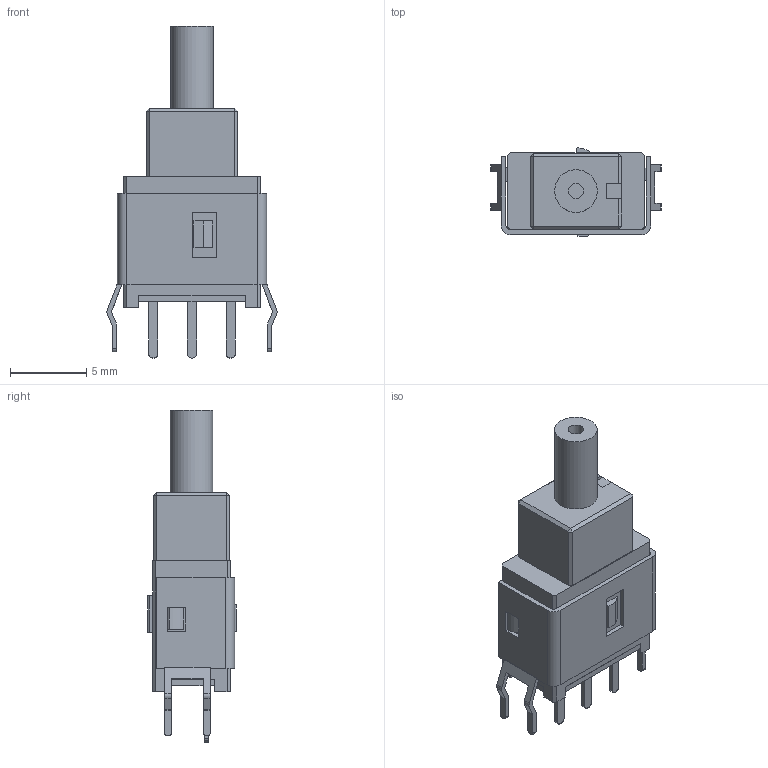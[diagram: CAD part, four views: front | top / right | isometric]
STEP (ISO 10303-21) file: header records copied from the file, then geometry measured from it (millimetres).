
FILE_DESCRIPTION(/* description */ ('Unknown'),/* implementation_level */ '2;1');
FILE_NAME(/* name */ '465031172506',/* time_stamp */ '2022-06-14T15:09:07+02:00',/* author */ ('Unknown'),/* organization */ ('Unknown'),/* preprocessor_version */ 'ST-DEVELOPER v16.7',/* originating_system */ 'Solid Edge',/* authorisation */ 'Unknown');
FILE_SCHEMA (('AUTOMOTIVE_DESIGN {1 0 10303 214 3 1 1}'));
Length unit declared in the file: millimetre
Products named in the file (5): 465031172506; Base; Frame; contact; Epoxy_SEal
Assembly tree (6 placements, depth 2):
  465031172506
    Base
    Frame
    contact  x3
    Epoxy_SEal
Bounding box: 11.17 x 5.8 x 21.8 mm (x, y, z)
Volume: 579.7 mm3; surface area: 853.1 mm2
Topology: 6 solids, 6 shells, 236 faces, 633 edges, 416 vertices
Faces by surface type: plane 184, cylinder 52
Full cylindrical faces by diameter (mm): 1 x1, 2.8 x1
Entity records: 7259 total; most frequent: CARTESIAN_POINT 1166, ORIENTED_EDGE 1142, DIRECTION 1101, EDGE_CURVE 571, LINE 479, VECTOR 479, VERTEX_POINT 376, AXIS2_PLACEMENT_3D 311
